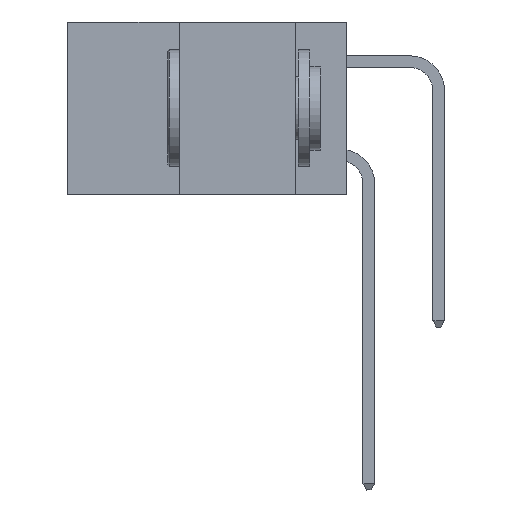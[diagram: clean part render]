
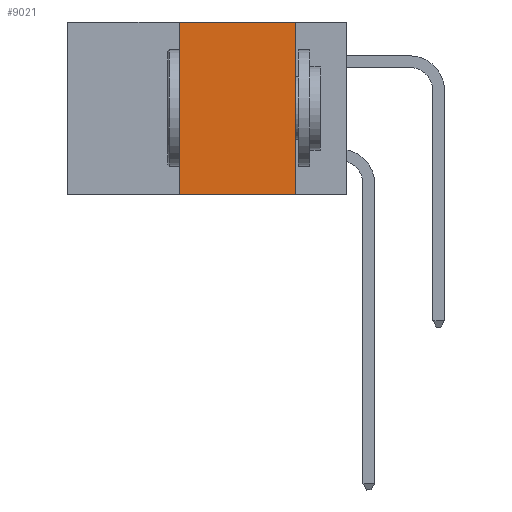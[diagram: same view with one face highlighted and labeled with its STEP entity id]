
A CAD part, left-side view. The second image highlights one B-rep face of the part: STEP entity #9021.
In plain terms, the highlighted planar face has unit normal (-1, 0, 0).
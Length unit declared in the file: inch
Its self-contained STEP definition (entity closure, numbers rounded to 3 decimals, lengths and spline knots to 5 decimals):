
#5 = EDGE_LOOP ( 'NONE', ( #5487, #14307, #8086, #1933 ) ) ;
#52 = VERTEX_POINT ( 'NONE', #3767 ) ;
#446 = VECTOR ( 'NONE', #1452, 39.37008 ) ;
#1452 = DIRECTION ( 'NONE',  ( 0., 0., 1. ) ) ;
#1933 = ORIENTED_EDGE ( 'NONE', *, *, #17412, .T. ) ;
#2191 = DIRECTION ( 'NONE',  ( 0., 0., -1. ) ) ;
#3767 = CARTESIAN_POINT ( 'NONE',  ( 0., 0.11, 0. ) ) ;
#4331 = LINE ( 'NONE', #7157, #446 ) ;
#4398 = LINE ( 'NONE', #12063, #11397 ) ;
#4575 = CARTESIAN_POINT ( 'NONE',  ( 0., 0.6, 0. ) ) ;
#4670 = CARTESIAN_POINT ( 'NONE',  ( 0., 0.11, -0.37 ) ) ;
#5357 = VERTEX_POINT ( 'NONE', #4670 ) ;
#5487 = ORIENTED_EDGE ( 'NONE', *, *, #17817, .F. ) ;
#6008 = DIRECTION ( 'NONE',  ( 1., 0., 0. ) ) ;
#6581 = DIRECTION ( 'NONE',  ( 0., -1., 0. ) ) ;
#7053 = AXIS2_PLACEMENT_3D ( 'NONE', #4575, #6008, #15540 ) ;
#7157 = CARTESIAN_POINT ( 'NONE',  ( 0., 0.36, 0. ) ) ;
#7892 = CARTESIAN_POINT ( 'NONE',  ( 0., 0.11, 0. ) ) ;
#8086 = ORIENTED_EDGE ( 'NONE', *, *, #10891, .F. ) ;
#8489 = VECTOR ( 'NONE', #17163, 39.37008 ) ;
#8814 = VERTEX_POINT ( 'NONE', #16486 ) ;
#9021 = ADVANCED_FACE ( 'NONE', ( #9671 ), #11524, .F. ) ;
#9201 = CARTESIAN_POINT ( 'NONE',  ( 0., 0.6, 0. ) ) ;
#9671 = FACE_OUTER_BOUND ( 'NONE', #5, .T. ) ;
#10891 = EDGE_CURVE ( 'NONE', #8814, #14197, #4331, .T. ) ;
#11381 = LINE ( 'NONE', #7892, #14504 ) ;
#11397 = VECTOR ( 'NONE', #6581, 39.37008 ) ;
#11524 = PLANE ( 'NONE',  #7053 ) ;
#12063 = CARTESIAN_POINT ( 'NONE',  ( 0., 0.6, -0.37 ) ) ;
#12983 = CARTESIAN_POINT ( 'NONE',  ( 0., 0.36, 0. ) ) ;
#14197 = VERTEX_POINT ( 'NONE', #12983 ) ;
#14282 = EDGE_CURVE ( 'NONE', #14197, #52, #15649, .T. ) ;
#14307 = ORIENTED_EDGE ( 'NONE', *, *, #14282, .F. ) ;
#14504 = VECTOR ( 'NONE', #2191, 39.37008 ) ;
#15540 = DIRECTION ( 'NONE',  ( 0., 0., -1. ) ) ;
#15649 = LINE ( 'NONE', #9201, #8489 ) ;
#16486 = CARTESIAN_POINT ( 'NONE',  ( 0., 0.36, -0.37 ) ) ;
#17163 = DIRECTION ( 'NONE',  ( 0., -1., 0. ) ) ;
#17412 = EDGE_CURVE ( 'NONE', #8814, #5357, #4398, .T. ) ;
#17817 = EDGE_CURVE ( 'NONE', #52, #5357, #11381, .T. ) ;
